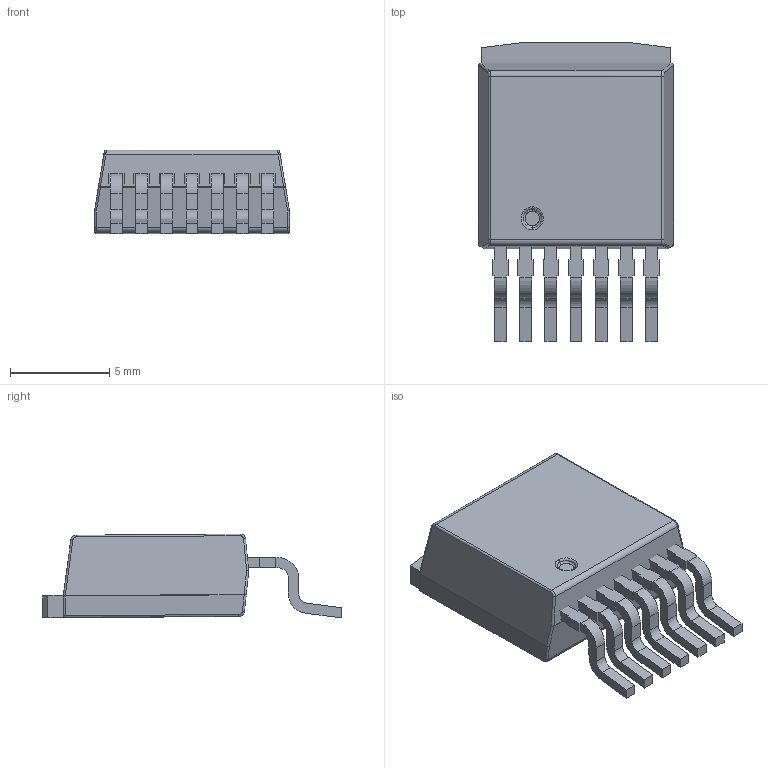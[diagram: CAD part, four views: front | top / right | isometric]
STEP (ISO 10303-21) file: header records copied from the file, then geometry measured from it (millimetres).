
FILE_DESCRIPTION(('FreeCAD Model'),'2;1');
FILE_NAME('TO-263-7_TabPin8.step','2018-04-11T13:53:35',(''),(''), 'Open CASCADE STEP processor 6.8','FreeCAD','Unknown');
FILE_SCHEMA(('AUTOMOTIVE_DESIGN_CC2 { 1 2 10303 214 -1 1 5 4 }'));
Length unit declared in the file: millimetre
Products named in the file (10): ASSEMBLY; Document; Document001; Document002; Document003; Document004; Document005; Document006; Document007; Document008
Assembly tree (9 placements, depth 2):
  ASSEMBLY
    Document
    Document001
    Document002
    Document003
    Document004
    Document005
    Document006
    Document007
    Document008
Bounding box: 9.82 x 15.05 x 4.22 mm (x, y, z)
Volume: 383.4 mm3; surface area: 628.2 mm2
Topology: 9 solids, 9 shells, 297 faces, 769 edges, 498 vertices
Faces by surface type: bspline 225, plane 72
Entity records: 47029 total; most frequent: CARTESIAN_POINT 36254, B_SPLINE_CURVE_WITH_KNOTS 2136, ORIENTED_EDGE 1538, PCURVE 1538, DEFINITIONAL_REPRESENTATION 1538, EDGE_CURVE 769, SURFACE_CURVE 769, VERTEX_POINT 498
